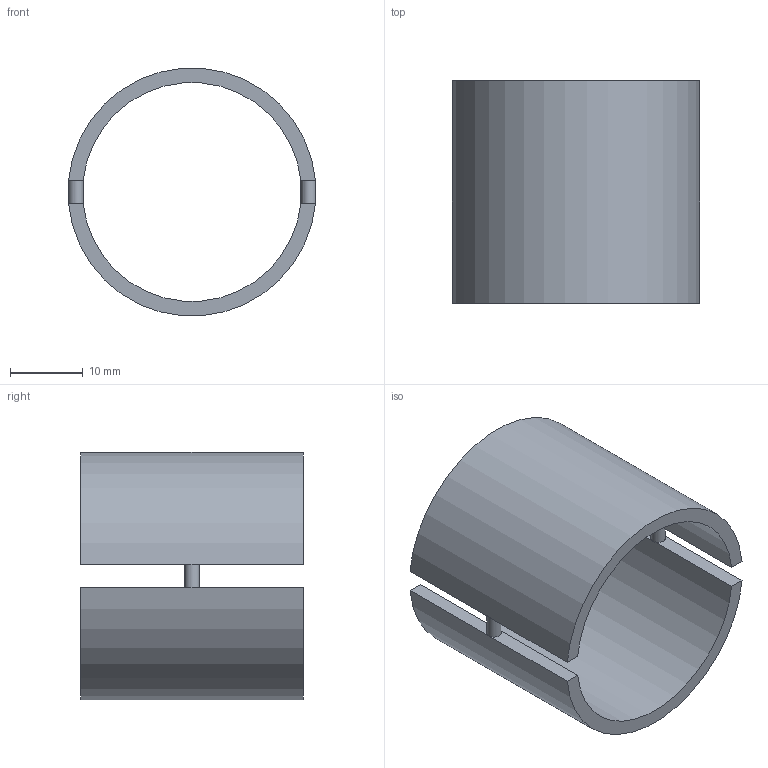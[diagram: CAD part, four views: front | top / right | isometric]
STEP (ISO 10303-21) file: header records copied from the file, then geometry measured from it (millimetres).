
FILE_DESCRIPTION(/* description */ (''),/* implementation_level */ '2;1');
FILE_NAME(/* name */ 'MK65SCadapt v3.step',/* time_stamp */ '2020-07-08T13:44:21-04:00',/* author */ (''),/* organization */ (''),/* preprocessor_version */ 'ST-DEVELOPER v18.1',/* originating_system */ 'Autodesk Translation Framework v9.3.0.1241',/* authorisation */ '');
FILE_SCHEMA (('AUTOMOTIVE_DESIGN { 1 0 10303 214 3 1 1 }'));
Length unit declared in the file: inch
Products named in the file (1): MK65SCadapt
Bounding box: 33.85 x 30.48 x 33.87 mm (x, y, z)
Volume: 5760.8 mm3; surface area: 6389.8 mm2
Topology: 1 solids, 1 shells, 18 faces, 42 edges, 24 vertices
Faces by surface type: plane 12, cylinder 6
Full cylindrical faces by diameter (mm): 2.01 x2
Entity records: 545 total; most frequent: DIRECTION 96, CARTESIAN_POINT 85, ORIENTED_EDGE 84, EDGE_CURVE 42, AXIS2_PLACEMENT_3D 35, LINE 26, VECTOR 26, VERTEX_POINT 24
